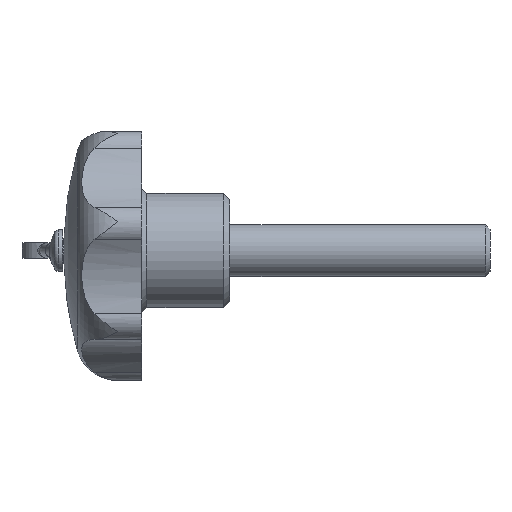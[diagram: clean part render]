
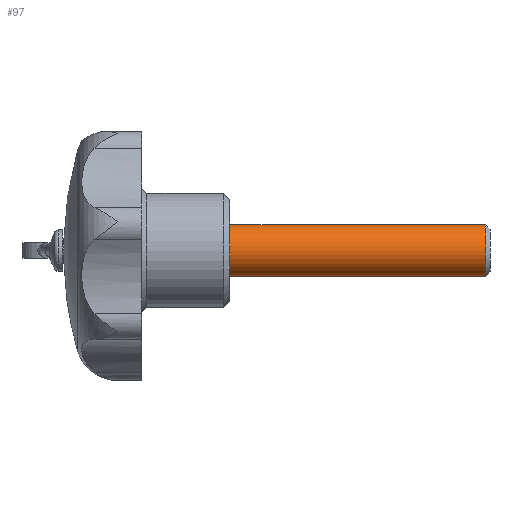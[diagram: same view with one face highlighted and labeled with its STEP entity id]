
A CAD part, left-side view. The second image highlights one B-rep face of the part: STEP entity #97.
In plain terms, the highlighted cylindrical face has radius 5 mm (diameter 10 mm), a full revolution.
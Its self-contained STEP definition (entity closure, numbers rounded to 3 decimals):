
#97 = ADVANCED_FACE( '', ( #240, #241 ), #242, .T. );
#240 = FACE_OUTER_BOUND( '', #438, .T. );
#241 = FACE_OUTER_BOUND( '', #439, .T. );
#242 = CYLINDRICAL_SURFACE( '', #440, 5. );
#438 = EDGE_LOOP( '', ( #661 ) );
#439 = EDGE_LOOP( '', ( #662 ) );
#440 = AXIS2_PLACEMENT_3D( '', #663, #664, #665 );
#661 = ORIENTED_EDGE( '', *, *, #1128, .F. );
#662 = ORIENTED_EDGE( '', *, *, #1129, .T. );
#663 = CARTESIAN_POINT( '', ( 0., -50., 0. ) );
#664 = DIRECTION( '', ( 0., 1., 0. ) );
#665 = DIRECTION( '', ( 0., 0., -1. ) );
#1128 = EDGE_CURVE( '', #1343, #1343, #1344, .T. );
#1129 = EDGE_CURVE( '', #1345, #1345, #1346, .T. );
#1343 = VERTEX_POINT( '', #1725 );
#1344 = CIRCLE( '', #1726, 5. );
#1345 = VERTEX_POINT( '', #1727 );
#1346 = CIRCLE( '', #1728, 5. );
#1725 = CARTESIAN_POINT( '', ( 0., -49.08, -5. ) );
#1726 = AXIS2_PLACEMENT_3D( '', #2418, #2419, #2420 );
#1727 = CARTESIAN_POINT( '', ( 0., 0., -5. ) );
#1728 = AXIS2_PLACEMENT_3D( '', #2421, #2422, #2423 );
#2418 = CARTESIAN_POINT( '', ( 0., -49.08, 0. ) );
#2419 = DIRECTION( '', ( 0., -1., 0. ) );
#2420 = DIRECTION( '', ( 0., 0., -1. ) );
#2421 = CARTESIAN_POINT( '', ( 0., 0., 0. ) );
#2422 = DIRECTION( '', ( 0., -1., 0. ) );
#2423 = DIRECTION( '', ( 0., 0., -1. ) );
